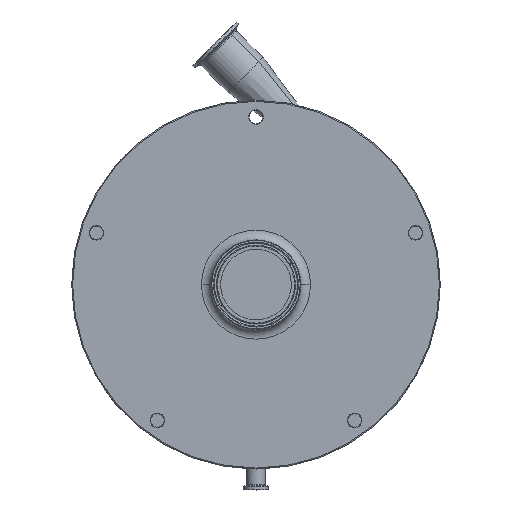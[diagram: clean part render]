
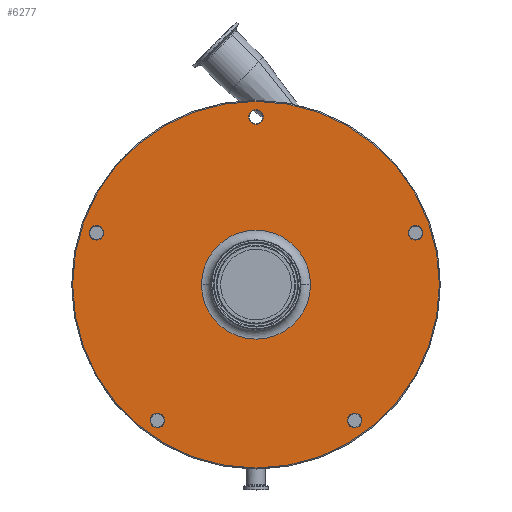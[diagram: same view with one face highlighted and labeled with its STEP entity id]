
A CAD part, top view. The second image highlights one B-rep face of the part: STEP entity #6277.
In plain terms, the highlighted planar face has unit normal (0, 0, 1).
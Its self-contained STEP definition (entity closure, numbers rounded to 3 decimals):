
#14 = AXIS2_PLACEMENT_3D ( 'NONE', #1575, #3637, #3215 ) ;
#20 = AXIS2_PLACEMENT_3D ( 'NONE', #5032, #5593, #3983 ) ;
#179 = CARTESIAN_POINT ( 'NONE',  ( -164.057, 53.305, 254. ) ) ;
#220 = DIRECTION ( 'NONE',  ( 0., 0., 1. ) ) ;
#281 = VERTEX_POINT ( 'NONE', #3595 ) ;
#302 = CARTESIAN_POINT ( 'NONE',  ( -188.5, 0., 254. ) ) ;
#340 = CARTESIAN_POINT ( 'NONE',  ( 101.393, -139.555, 254. ) ) ;
#380 = CARTESIAN_POINT ( 'NONE',  ( 101.393, -139.555, 254. ) ) ;
#388 = CARTESIAN_POINT ( 'NONE',  ( 56., 0., 254. ) ) ;
#510 = FACE_BOUND ( 'NONE', #4080, .T. ) ;
#600 = EDGE_CURVE ( 'NONE', #4579, #2034, #6609, .T. ) ;
#671 = CARTESIAN_POINT ( 'NONE',  ( 0., 0., 254. ) ) ;
#753 = CARTESIAN_POINT ( 'NONE',  ( -56., 0., 254. ) ) ;
#770 = DIRECTION ( 'NONE',  ( -1., 0., 0. ) ) ;
#778 = EDGE_LOOP ( 'NONE', ( #5692, #6881 ) ) ;
#798 = AXIS2_PLACEMENT_3D ( 'NONE', #671, #2485, #5648 ) ;
#805 = AXIS2_PLACEMENT_3D ( 'NONE', #4060, #6235, #3912 ) ;
#823 = CARTESIAN_POINT ( 'NONE',  ( 164.057, 45.805, 254. ) ) ;
#824 = ORIENTED_EDGE ( 'NONE', *, *, #2806, .F. ) ;
#839 = CARTESIAN_POINT ( 'NONE',  ( -101.393, -139.555, 254. ) ) ;
#885 = EDGE_CURVE ( 'NONE', #281, #5455, #4487, .T. ) ;
#909 = CIRCLE ( 'NONE', #798, 56. ) ;
#923 = EDGE_CURVE ( 'NONE', #5455, #281, #3124, .T. ) ;
#953 = FACE_BOUND ( 'NONE', #3545, .T. ) ;
#1049 = AXIS2_PLACEMENT_3D ( 'NONE', #3971, #6147, #6723 ) ;
#1090 = DIRECTION ( 'NONE',  ( 0., 0., 1. ) ) ;
#1105 = EDGE_LOOP ( 'NONE', ( #2460, #5464 ) ) ;
#1162 = VERTEX_POINT ( 'NONE', #3575 ) ;
#1177 = DIRECTION ( 'NONE',  ( 0., 0., -1. ) ) ;
#1271 = EDGE_CURVE ( 'NONE', #6179, #1162, #1962, .T. ) ;
#1328 = EDGE_CURVE ( 'NONE', #1162, #6179, #2192, .T. ) ;
#1376 = ORIENTED_EDGE ( 'NONE', *, *, #5632, .F. ) ;
#1383 = CARTESIAN_POINT ( 'NONE',  ( 0., 172.5, 254. ) ) ;
#1408 = CIRCLE ( 'NONE', #4230, 7.5 ) ;
#1462 = EDGE_CURVE ( 'NONE', #1996, #5653, #1408, .T. ) ;
#1537 = CARTESIAN_POINT ( 'NONE',  ( 188.5, 0., 254. ) ) ;
#1575 = CARTESIAN_POINT ( 'NONE',  ( 0., 0., 254. ) ) ;
#1775 = VERTEX_POINT ( 'NONE', #3616 ) ;
#1799 = CIRCLE ( 'NONE', #4071, 7.5 ) ;
#1856 = AXIS2_PLACEMENT_3D ( 'NONE', #380, #5208, #6267 ) ;
#1943 = DIRECTION ( 'NONE',  ( -1., 0., 0. ) ) ;
#1962 = CIRCLE ( 'NONE', #3663, 7.5 ) ;
#1977 = PLANE ( 'NONE',  #3635 ) ;
#1996 = VERTEX_POINT ( 'NONE', #823 ) ;
#2034 = VERTEX_POINT ( 'NONE', #6704 ) ;
#2092 = VERTEX_POINT ( 'NONE', #388 ) ;
#2192 = CIRCLE ( 'NONE', #1049, 7.5 ) ;
#2341 = DIRECTION ( 'NONE',  ( 0., -1., 0. ) ) ;
#2460 = ORIENTED_EDGE ( 'NONE', *, *, #5206, .T. ) ;
#2477 = DIRECTION ( 'NONE',  ( 1., 0., 0. ) ) ;
#2485 = DIRECTION ( 'NONE',  ( 0., 0., -1. ) ) ;
#2664 = FACE_BOUND ( 'NONE', #778, .T. ) ;
#2675 = CARTESIAN_POINT ( 'NONE',  ( -101.393, -147.055, 254. ) ) ;
#2806 = EDGE_CURVE ( 'NONE', #5488, #1775, #6406, .T. ) ;
#2868 = CARTESIAN_POINT ( 'NONE',  ( 164.057, 60.805, 254. ) ) ;
#2937 = ORIENTED_EDGE ( 'NONE', *, *, #3723, .F. ) ;
#2938 = AXIS2_PLACEMENT_3D ( 'NONE', #179, #3926, #2341 ) ;
#3058 = CARTESIAN_POINT ( 'NONE',  ( 0., 0., 254. ) ) ;
#3082 = CIRCLE ( 'NONE', #14, 188.5 ) ;
#3124 = CIRCLE ( 'NONE', #5837, 7.5 ) ;
#3215 = DIRECTION ( 'NONE',  ( -1., 0., 0. ) ) ;
#3271 = DIRECTION ( 'NONE',  ( 0., -1., 0. ) ) ;
#3352 = ORIENTED_EDGE ( 'NONE', *, *, #600, .F. ) ;
#3435 = DIRECTION ( 'NONE',  ( 0., 0., 1. ) ) ;
#3497 = ORIENTED_EDGE ( 'NONE', *, *, #923, .F. ) ;
#3515 = DIRECTION ( 'NONE',  ( 0., 0., 1. ) ) ;
#3545 = EDGE_LOOP ( 'NONE', ( #6168, #6343 ) ) ;
#3575 = CARTESIAN_POINT ( 'NONE',  ( -101.393, -132.055, 254. ) ) ;
#3595 = CARTESIAN_POINT ( 'NONE',  ( 101.393, -132.055, 254. ) ) ;
#3604 = FACE_BOUND ( 'NONE', #1105, .T. ) ;
#3616 = CARTESIAN_POINT ( 'NONE',  ( 7.5, 172.5, 254. ) ) ;
#3635 = AXIS2_PLACEMENT_3D ( 'NONE', #4137, #6812, #1943 ) ;
#3636 = DIRECTION ( 'NONE',  ( 0., -1., 0. ) ) ;
#3637 = DIRECTION ( 'NONE',  ( 0., 0., 1. ) ) ;
#3663 = AXIS2_PLACEMENT_3D ( 'NONE', #839, #220, #4041 ) ;
#3723 = EDGE_CURVE ( 'NONE', #2034, #4579, #5989, .T. ) ;
#3817 = CARTESIAN_POINT ( 'NONE',  ( 101.393, -147.055, 254. ) ) ;
#3877 = EDGE_CURVE ( 'NONE', #6378, #4923, #6692, .T. ) ;
#3901 = CARTESIAN_POINT ( 'NONE',  ( 0., 0., 254. ) ) ;
#3911 = CARTESIAN_POINT ( 'NONE',  ( 0., 172.5, 254. ) ) ;
#3912 = DIRECTION ( 'NONE',  ( 0., -1., 0. ) ) ;
#3926 = DIRECTION ( 'NONE',  ( 0., 0., 1. ) ) ;
#3931 = CARTESIAN_POINT ( 'NONE',  ( -164.057, 45.805, 254. ) ) ;
#3971 = CARTESIAN_POINT ( 'NONE',  ( -101.393, -139.555, 254. ) ) ;
#3983 = DIRECTION ( 'NONE',  ( 0., -1., 0. ) ) ;
#4041 = DIRECTION ( 'NONE',  ( 0., -1., 0. ) ) ;
#4060 = CARTESIAN_POINT ( 'NONE',  ( -164.057, 53.305, 254. ) ) ;
#4071 = AXIS2_PLACEMENT_3D ( 'NONE', #3911, #3435, #4966 ) ;
#4080 = EDGE_LOOP ( 'NONE', ( #3497, #5335 ) ) ;
#4137 = CARTESIAN_POINT ( 'NONE',  ( 0., 189.5, 254. ) ) ;
#4205 = AXIS2_PLACEMENT_3D ( 'NONE', #3901, #1177, #6146 ) ;
#4230 = AXIS2_PLACEMENT_3D ( 'NONE', #5329, #1090, #3271 ) ;
#4300 = FACE_BOUND ( 'NONE', #6422, .T. ) ;
#4365 = VERTEX_POINT ( 'NONE', #753 ) ;
#4487 = CIRCLE ( 'NONE', #1856, 7.5 ) ;
#4515 = ORIENTED_EDGE ( 'NONE', *, *, #3877, .T. ) ;
#4579 = VERTEX_POINT ( 'NONE', #3931 ) ;
#4806 = ORIENTED_EDGE ( 'NONE', *, *, #6155, .T. ) ;
#4847 = FACE_BOUND ( 'NONE', #6371, .T. ) ;
#4923 = VERTEX_POINT ( 'NONE', #302 ) ;
#4931 = CARTESIAN_POINT ( 'NONE',  ( -7.5, 172.5, 254. ) ) ;
#4966 = DIRECTION ( 'NONE',  ( 1., 0., 0. ) ) ;
#5032 = CARTESIAN_POINT ( 'NONE',  ( 164.057, 53.305, 254. ) ) ;
#5206 = EDGE_CURVE ( 'NONE', #4365, #2092, #6719, .T. ) ;
#5208 = DIRECTION ( 'NONE',  ( 0., 0., 1. ) ) ;
#5329 = CARTESIAN_POINT ( 'NONE',  ( 164.057, 53.305, 254. ) ) ;
#5335 = ORIENTED_EDGE ( 'NONE', *, *, #885, .F. ) ;
#5350 = DIRECTION ( 'NONE',  ( 0., 0., 1. ) ) ;
#5455 = VERTEX_POINT ( 'NONE', #3817 ) ;
#5464 = ORIENTED_EDGE ( 'NONE', *, *, #6599, .T. ) ;
#5488 = VERTEX_POINT ( 'NONE', #4931 ) ;
#5593 = DIRECTION ( 'NONE',  ( 0., 0., 1. ) ) ;
#5632 = EDGE_CURVE ( 'NONE', #1775, #5488, #1799, .T. ) ;
#5648 = DIRECTION ( 'NONE',  ( -1., 0., 0. ) ) ;
#5653 = VERTEX_POINT ( 'NONE', #2868 ) ;
#5679 = DIRECTION ( 'NONE',  ( 0., 0., 1. ) ) ;
#5692 = ORIENTED_EDGE ( 'NONE', *, *, #1462, .F. ) ;
#5837 = AXIS2_PLACEMENT_3D ( 'NONE', #340, #5350, #3636 ) ;
#5989 = CIRCLE ( 'NONE', #2938, 7.5 ) ;
#5994 = EDGE_LOOP ( 'NONE', ( #4806, #4515 ) ) ;
#6062 = AXIS2_PLACEMENT_3D ( 'NONE', #1383, #3515, #2477 ) ;
#6134 = CIRCLE ( 'NONE', #20, 7.5 ) ;
#6146 = DIRECTION ( 'NONE',  ( -1., 0., 0. ) ) ;
#6147 = DIRECTION ( 'NONE',  ( 0., 0., 1. ) ) ;
#6155 = EDGE_CURVE ( 'NONE', #4923, #6378, #3082, .T. ) ;
#6163 = FACE_OUTER_BOUND ( 'NONE', #5994, .T. ) ;
#6168 = ORIENTED_EDGE ( 'NONE', *, *, #1271, .F. ) ;
#6179 = VERTEX_POINT ( 'NONE', #2675 ) ;
#6227 = EDGE_CURVE ( 'NONE', #5653, #1996, #6134, .T. ) ;
#6235 = DIRECTION ( 'NONE',  ( 0., 0., 1. ) ) ;
#6267 = DIRECTION ( 'NONE',  ( 0., -1., 0. ) ) ;
#6277 = ADVANCED_FACE ( 'NONE', ( #4300, #953, #510, #2664, #4847, #6163, #3604 ), #1977, .F. ) ;
#6343 = ORIENTED_EDGE ( 'NONE', *, *, #1328, .F. ) ;
#6371 = EDGE_LOOP ( 'NONE', ( #1376, #824 ) ) ;
#6378 = VERTEX_POINT ( 'NONE', #1537 ) ;
#6406 = CIRCLE ( 'NONE', #6062, 7.5 ) ;
#6422 = EDGE_LOOP ( 'NONE', ( #3352, #2937 ) ) ;
#6571 = AXIS2_PLACEMENT_3D ( 'NONE', #3058, #5679, #770 ) ;
#6599 = EDGE_CURVE ( 'NONE', #2092, #4365, #909, .T. ) ;
#6609 = CIRCLE ( 'NONE', #805, 7.5 ) ;
#6692 = CIRCLE ( 'NONE', #6571, 188.5 ) ;
#6704 = CARTESIAN_POINT ( 'NONE',  ( -164.057, 60.805, 254. ) ) ;
#6719 = CIRCLE ( 'NONE', #4205, 56. ) ;
#6723 = DIRECTION ( 'NONE',  ( 0., -1., 0. ) ) ;
#6812 = DIRECTION ( 'NONE',  ( 0., 0., -1. ) ) ;
#6881 = ORIENTED_EDGE ( 'NONE', *, *, #6227, .F. ) ;
